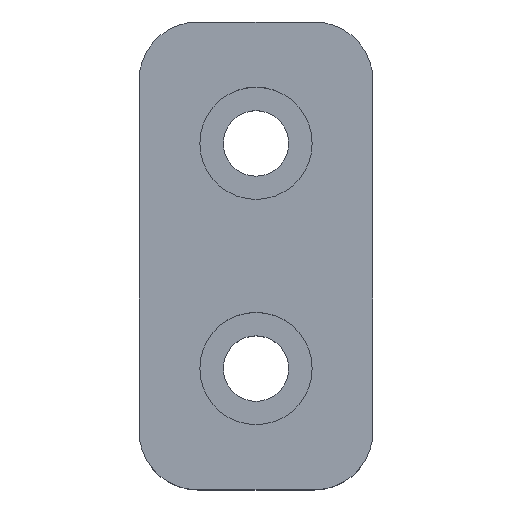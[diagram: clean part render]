
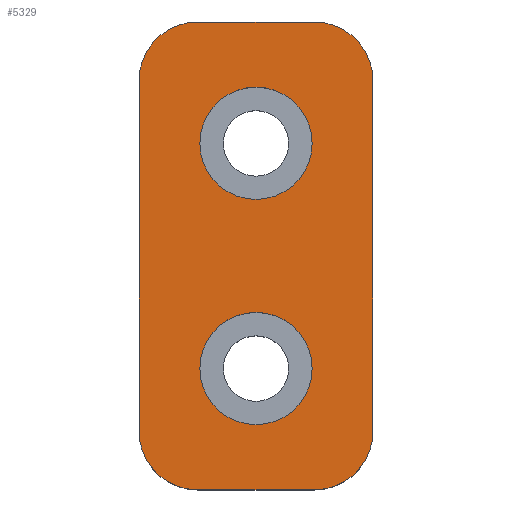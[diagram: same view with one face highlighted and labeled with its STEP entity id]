
A CAD part, top view. The second image highlights one B-rep face of the part: STEP entity #5329.
In plain terms, the highlighted planar face has unit normal (0, 0, 1).
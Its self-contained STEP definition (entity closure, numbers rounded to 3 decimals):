
#15=CIRCLE('',#5490,5.);
#17=CIRCLE('',#5494,5.);
#18=CIRCLE('',#5495,5.);
#19=CIRCLE('',#5496,5.);
#20=CIRCLE('',#5497,4.8);
#21=CIRCLE('',#5498,4.8);
#61=FACE_BOUND('',#1062,.T.);
#62=FACE_BOUND('',#1063,.T.);
#753=FACE_OUTER_BOUND('',#1061,.T.);
#1061=EDGE_LOOP('',(#4848,#4849,#4850,#4851,#4852,#4853,#4854,#4855));
#1062=EDGE_LOOP('',(#4856));
#1063=EDGE_LOOP('',(#4857));
#1316=LINE('',#8271,#1804);
#1554=LINE('',#10207,#2042);
#1558=LINE('',#10221,#2046);
#1559=LINE('',#10226,#2047);
#1804=VECTOR('',#5888,10.);
#2042=VECTOR('',#6258,10.);
#2046=VECTOR('',#6274,10.);
#2047=VECTOR('',#6279,10.);
#2305=VERTEX_POINT('',#8267);
#2307=VERTEX_POINT('',#8270);
#2557=VERTEX_POINT('',#10203);
#2559=VERTEX_POINT('',#10206);
#2561=VERTEX_POINT('',#10213);
#2563=VERTEX_POINT('',#10220);
#2564=VERTEX_POINT('',#10223);
#2565=VERTEX_POINT('',#10225);
#2566=VERTEX_POINT('',#10228);
#2567=VERTEX_POINT('',#10230);
#2950=EDGE_CURVE('',#2307,#2305,#1316,.T.);
#3326=EDGE_CURVE('',#2559,#2557,#1554,.T.);
#3329=EDGE_CURVE('',#2561,#2557,#15,.T.);
#3332=EDGE_CURVE('',#2561,#2563,#1558,.T.);
#3333=EDGE_CURVE('',#2307,#2563,#17,.T.);
#3334=EDGE_CURVE('',#2564,#2305,#18,.T.);
#3335=EDGE_CURVE('',#2564,#2565,#1559,.T.);
#3336=EDGE_CURVE('',#2559,#2565,#19,.T.);
#3337=EDGE_CURVE('',#2566,#2566,#20,.T.);
#3338=EDGE_CURVE('',#2567,#2567,#21,.T.);
#4848=ORIENTED_EDGE('',*,*,#3329,.F.);
#4849=ORIENTED_EDGE('',*,*,#3332,.T.);
#4850=ORIENTED_EDGE('',*,*,#3333,.F.);
#4851=ORIENTED_EDGE('',*,*,#2950,.T.);
#4852=ORIENTED_EDGE('',*,*,#3334,.F.);
#4853=ORIENTED_EDGE('',*,*,#3335,.T.);
#4854=ORIENTED_EDGE('',*,*,#3336,.F.);
#4855=ORIENTED_EDGE('',*,*,#3326,.T.);
#4856=ORIENTED_EDGE('',*,*,#3337,.T.);
#4857=ORIENTED_EDGE('',*,*,#3338,.T.);
#5050=PLANE('',#5493);
#5329=ADVANCED_FACE('',(#753,#61,#62),#5050,.T.);
#5490=AXIS2_PLACEMENT_3D('',#10214,#6265,#6266);
#5493=AXIS2_PLACEMENT_3D('',#10219,#6272,#6273);
#5494=AXIS2_PLACEMENT_3D('',#10222,#6275,#6276);
#5495=AXIS2_PLACEMENT_3D('',#10224,#6277,#6278);
#5496=AXIS2_PLACEMENT_3D('',#10227,#6280,#6281);
#5497=AXIS2_PLACEMENT_3D('',#10229,#6282,#6283);
#5498=AXIS2_PLACEMENT_3D('',#10231,#6284,#6285);
#5888=DIRECTION('',(0.,-1.,0.));
#6258=DIRECTION('',(0.,1.,0.));
#6265=DIRECTION('center_axis',(0.,0.,-1.));
#6266=DIRECTION('ref_axis',(0.707,0.707,0.));
#6272=DIRECTION('center_axis',(0.,0.,1.));
#6273=DIRECTION('ref_axis',(1.,0.,0.));
#6274=DIRECTION('',(-1.,0.,0.));
#6275=DIRECTION('center_axis',(0.,0.,-1.));
#6276=DIRECTION('ref_axis',(-0.707,0.707,0.));
#6277=DIRECTION('center_axis',(0.,0.,-1.));
#6278=DIRECTION('ref_axis',(-0.707,-0.707,0.));
#6279=DIRECTION('',(1.,0.,0.));
#6280=DIRECTION('center_axis',(0.,0.,-1.));
#6281=DIRECTION('ref_axis',(0.707,-0.707,0.));
#6282=DIRECTION('center_axis',(0.,0.,-1.));
#6283=DIRECTION('ref_axis',(1.,0.,0.));
#6284=DIRECTION('center_axis',(0.,0.,-1.));
#6285=DIRECTION('ref_axis',(1.,0.,0.));
#8267=CARTESIAN_POINT('',(0.,5.,1.));
#8270=CARTESIAN_POINT('',(0.,35.,1.));
#8271=CARTESIAN_POINT('',(0.,40.,1.));
#10203=CARTESIAN_POINT('',(20.,35.,1.));
#10206=CARTESIAN_POINT('',(20.,5.,1.));
#10207=CARTESIAN_POINT('',(20.,0.,1.));
#10213=CARTESIAN_POINT('',(15.,40.,1.));
#10214=CARTESIAN_POINT('Origin',(15.,35.,1.));
#10219=CARTESIAN_POINT('Origin',(10.,20.,1.));
#10220=CARTESIAN_POINT('',(5.,40.,1.));
#10221=CARTESIAN_POINT('',(20.,40.,1.));
#10222=CARTESIAN_POINT('Origin',(5.,35.,1.));
#10223=CARTESIAN_POINT('',(5.,0.,1.));
#10224=CARTESIAN_POINT('Origin',(5.,5.,1.));
#10225=CARTESIAN_POINT('',(15.,0.,1.));
#10226=CARTESIAN_POINT('',(0.,0.,1.));
#10227=CARTESIAN_POINT('Origin',(15.,5.,1.));
#10228=CARTESIAN_POINT('',(5.2,29.63,1.));
#10229=CARTESIAN_POINT('Origin',(10.,29.63,1.));
#10230=CARTESIAN_POINT('',(5.2,10.37,1.));
#10231=CARTESIAN_POINT('Origin',(10.,10.37,1.));
